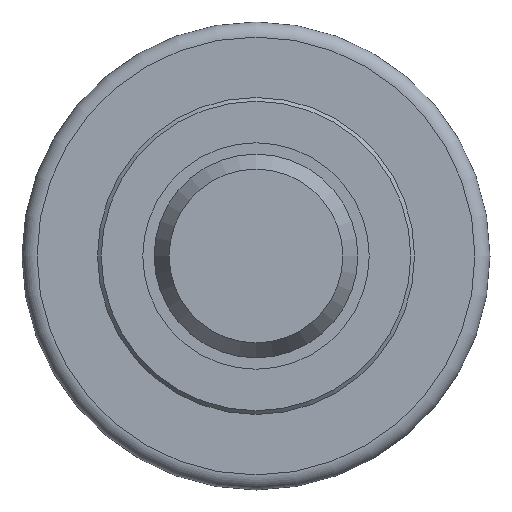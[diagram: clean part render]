
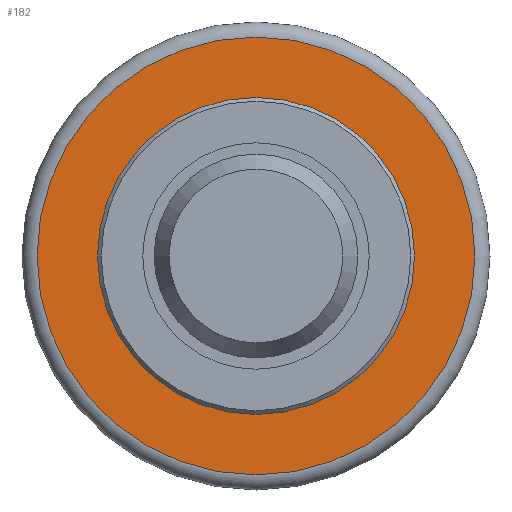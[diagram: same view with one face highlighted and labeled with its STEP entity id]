
A CAD part, left-side view. The second image highlights one B-rep face of the part: STEP entity #182.
In plain terms, the highlighted planar face has unit normal (-1, 0, 0).
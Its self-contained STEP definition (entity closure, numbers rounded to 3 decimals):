
#41=FACE_BOUND('',#63,.T.);
#47=FACE_OUTER_BOUND('',#62,.T.);
#62=EDGE_LOOP('',(#142));
#63=EDGE_LOOP('',(#143));
#76=CIRCLE('',#215,21.);
#77=CIRCLE('',#217,29.);
#93=VERTEX_POINT('',#327);
#94=VERTEX_POINT('',#331);
#110=EDGE_CURVE('',#93,#93,#76,.T.);
#112=EDGE_CURVE('',#94,#94,#77,.T.);
#142=ORIENTED_EDGE('',*,*,#112,.F.);
#143=ORIENTED_EDGE('',*,*,#110,.T.);
#174=PLANE('',#216);
#182=ADVANCED_FACE('',(#47,#41),#174,.T.);
#215=AXIS2_PLACEMENT_3D('',#328,#262,#263);
#216=AXIS2_PLACEMENT_3D('',#330,#265,#266);
#217=AXIS2_PLACEMENT_3D('',#332,#267,#268);
#262=DIRECTION('center_axis',(1.,0.,0.));
#263=DIRECTION('ref_axis',(0.,0.,-1.));
#265=DIRECTION('center_axis',(-1.,0.,0.));
#266=DIRECTION('ref_axis',(0.,0.,1.));
#267=DIRECTION('center_axis',(1.,0.,0.));
#268=DIRECTION('ref_axis',(0.,0.,-1.));
#327=CARTESIAN_POINT('',(-1.75,-21.,0.));
#328=CARTESIAN_POINT('Origin',(-1.75,0.,0.));
#330=CARTESIAN_POINT('Origin',(-1.75,29.,0.));
#331=CARTESIAN_POINT('',(-1.75,0.,29.));
#332=CARTESIAN_POINT('Origin',(-1.75,0.,0.));
